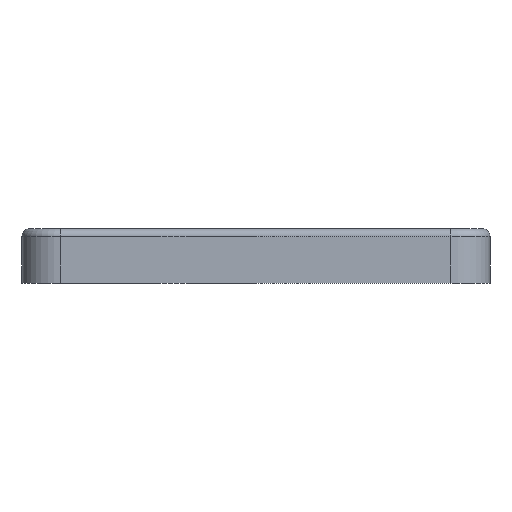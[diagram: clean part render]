
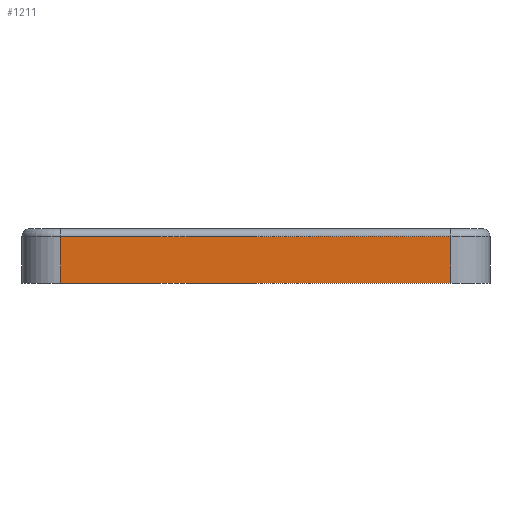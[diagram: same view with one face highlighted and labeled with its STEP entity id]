
A CAD part, left-side view. The second image highlights one B-rep face of the part: STEP entity #1211.
In plain terms, the highlighted planar face has unit normal (-1, 0, 0).
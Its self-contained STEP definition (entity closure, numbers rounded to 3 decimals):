
#135 = EDGE_CURVE ( 'NONE', #3270, #641, #3308, .T. ) ;
#160 = FACE_OUTER_BOUND ( 'NONE', #1602, .T. ) ;
#332 = ORIENTED_EDGE ( 'NONE', *, *, #2010, .T. ) ;
#478 = CARTESIAN_POINT ( 'NONE',  ( 0., 0., 0. ) ) ;
#641 = VERTEX_POINT ( 'NONE', #1929 ) ;
#652 = CARTESIAN_POINT ( 'NONE',  ( 0., -5.5, 0. ) ) ;
#733 = VECTOR ( 'NONE', #1495, 1000. ) ;
#944 = CARTESIAN_POINT ( 'NONE',  ( 0., -0.5, 0.6 ) ) ;
#1059 = AXIS2_PLACEMENT_3D ( 'NONE', #2457, #2723, #1147 ) ;
#1120 = ORIENTED_EDGE ( 'NONE', *, *, #1232, .T. ) ;
#1147 = DIRECTION ( 'NONE',  ( 0., 1., 0. ) ) ;
#1211 = ADVANCED_FACE ( 'NONE', ( #160 ), #2200, .F. ) ;
#1232 = EDGE_CURVE ( 'NONE', #1900, #3270, #2865, .T. ) ;
#1255 = LINE ( 'NONE', #944, #2567 ) ;
#1323 = ORIENTED_EDGE ( 'NONE', *, *, #135, .T. ) ;
#1446 = CARTESIAN_POINT ( 'NONE',  ( 0., -5.5, 0.7 ) ) ;
#1495 = DIRECTION ( 'NONE',  ( 0., 0., -1. ) ) ;
#1602 = EDGE_LOOP ( 'NONE', ( #1323, #3207, #332, #1120 ) ) ;
#1900 = VERTEX_POINT ( 'NONE', #3274 ) ;
#1929 = CARTESIAN_POINT ( 'NONE',  ( 0., -5.5, 0.6 ) ) ;
#1957 = LINE ( 'NONE', #2549, #733 ) ;
#2010 = EDGE_CURVE ( 'NONE', #2462, #1900, #1957, .T. ) ;
#2078 = CARTESIAN_POINT ( 'NONE',  ( 0., -0.5, 0.6 ) ) ;
#2200 = PLANE ( 'NONE',  #1059 ) ;
#2310 = DIRECTION ( 'NONE',  ( 0., -1., 0. ) ) ;
#2457 = CARTESIAN_POINT ( 'NONE',  ( 0., 0., 0.7 ) ) ;
#2462 = VERTEX_POINT ( 'NONE', #2078 ) ;
#2549 = CARTESIAN_POINT ( 'NONE',  ( 0., -0.5, 0.7 ) ) ;
#2567 = VECTOR ( 'NONE', #3052, 1000. ) ;
#2723 = DIRECTION ( 'NONE',  ( 1., 0., 0. ) ) ;
#2772 = EDGE_CURVE ( 'NONE', #641, #2462, #1255, .T. ) ;
#2865 = LINE ( 'NONE', #478, #2938 ) ;
#2938 = VECTOR ( 'NONE', #2310, 1000. ) ;
#3052 = DIRECTION ( 'NONE',  ( 0., 1., 0. ) ) ;
#3207 = ORIENTED_EDGE ( 'NONE', *, *, #2772, .T. ) ;
#3224 = VECTOR ( 'NONE', #3284, 1000. ) ;
#3270 = VERTEX_POINT ( 'NONE', #652 ) ;
#3274 = CARTESIAN_POINT ( 'NONE',  ( 0., -0.5, 0. ) ) ;
#3284 = DIRECTION ( 'NONE',  ( 0., 0., 1. ) ) ;
#3308 = LINE ( 'NONE', #1446, #3224 ) ;
